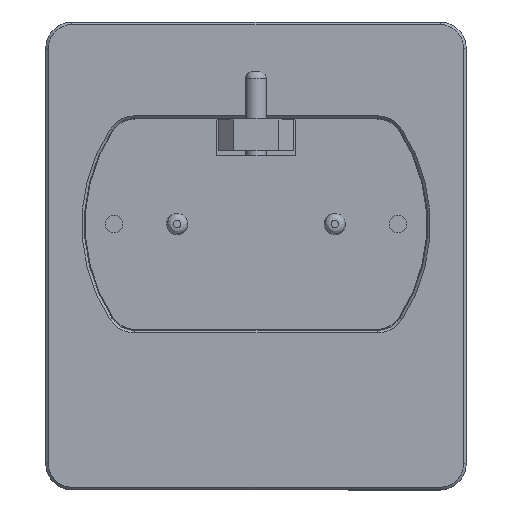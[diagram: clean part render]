
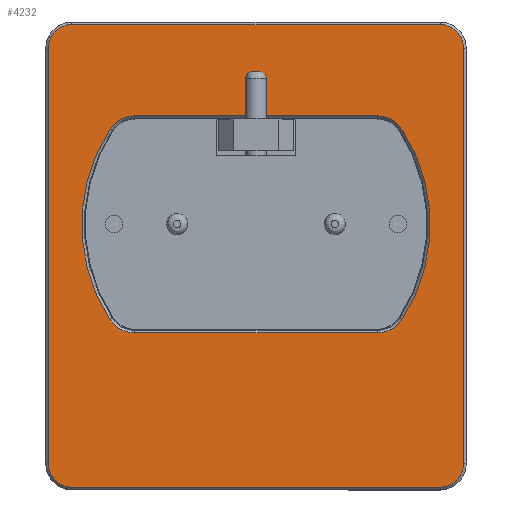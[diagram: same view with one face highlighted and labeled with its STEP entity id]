
A CAD part, top view. The second image highlights one B-rep face of the part: STEP entity #4232.
In plain terms, the highlighted face is planar.
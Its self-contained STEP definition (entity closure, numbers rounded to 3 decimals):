
#134=FACE_BOUND('',#764,.T.);
#284=PLANE('',#4718);
#487=FACE_OUTER_BOUND('',#763,.T.);
#763=EDGE_LOOP('',(#3602,#3603,#3604,#3605,#3606,#3607,#3608,#3609));
#764=EDGE_LOOP('',(#3610,#3611,#3612,#3613,#3614,#3615,#3616,#3617));
#1016=CIRCLE('',#4698,4.5);
#1018=CIRCLE('',#4702,4.5);
#1020=CIRCLE('',#4706,4.5);
#1022=CIRCLE('',#4710,4.5);
#1025=CIRCLE('',#4719,5.6);
#1026=CIRCLE('',#4720,33.15);
#1027=CIRCLE('',#4721,5.6);
#1028=CIRCLE('',#4722,5.6);
#1029=CIRCLE('',#4723,33.15);
#1030=CIRCLE('',#4724,5.6);
#1319=LINE('',#7087,#1681);
#1323=LINE('',#7099,#1685);
#1327=LINE('',#7111,#1689);
#1331=LINE('',#7122,#1693);
#1340=LINE('',#7151,#1702);
#1341=LINE('',#7158,#1703);
#1681=VECTOR('',#5725,10.);
#1685=VECTOR('',#5737,10.);
#1689=VECTOR('',#5749,10.);
#1693=VECTOR('',#5761,10.);
#1702=VECTOR('',#5790,10.);
#1703=VECTOR('',#5797,10.);
#2058=VERTEX_POINT('',#7077);
#2061=VERTEX_POINT('',#7082);
#2062=VERTEX_POINT('',#7086);
#2064=VERTEX_POINT('',#7092);
#2066=VERTEX_POINT('',#7098);
#2068=VERTEX_POINT('',#7104);
#2070=VERTEX_POINT('',#7110);
#2072=VERTEX_POINT('',#7116);
#2079=VERTEX_POINT('',#7143);
#2080=VERTEX_POINT('',#7144);
#2081=VERTEX_POINT('',#7146);
#2082=VERTEX_POINT('',#7148);
#2083=VERTEX_POINT('',#7150);
#2084=VERTEX_POINT('',#7152);
#2085=VERTEX_POINT('',#7154);
#2086=VERTEX_POINT('',#7156);
#2578=EDGE_CURVE('',#2061,#2058,#1016,.T.);
#2579=EDGE_CURVE('',#2058,#2062,#1319,.T.);
#2584=EDGE_CURVE('',#2062,#2064,#1018,.T.);
#2585=EDGE_CURVE('',#2064,#2066,#1323,.T.);
#2590=EDGE_CURVE('',#2066,#2068,#1020,.T.);
#2591=EDGE_CURVE('',#2068,#2070,#1327,.T.);
#2596=EDGE_CURVE('',#2070,#2072,#1022,.T.);
#2597=EDGE_CURVE('',#2072,#2061,#1331,.T.);
#2608=EDGE_CURVE('',#2079,#2080,#1025,.T.);
#2609=EDGE_CURVE('',#2081,#2079,#1026,.T.);
#2610=EDGE_CURVE('',#2082,#2081,#1027,.T.);
#2611=EDGE_CURVE('',#2083,#2082,#1340,.T.);
#2612=EDGE_CURVE('',#2084,#2083,#1028,.T.);
#2613=EDGE_CURVE('',#2085,#2084,#1029,.T.);
#2614=EDGE_CURVE('',#2086,#2085,#1030,.T.);
#2615=EDGE_CURVE('',#2080,#2086,#1341,.T.);
#3602=ORIENTED_EDGE('',*,*,#2578,.F.);
#3603=ORIENTED_EDGE('',*,*,#2597,.F.);
#3604=ORIENTED_EDGE('',*,*,#2596,.F.);
#3605=ORIENTED_EDGE('',*,*,#2591,.F.);
#3606=ORIENTED_EDGE('',*,*,#2590,.F.);
#3607=ORIENTED_EDGE('',*,*,#2585,.F.);
#3608=ORIENTED_EDGE('',*,*,#2584,.F.);
#3609=ORIENTED_EDGE('',*,*,#2579,.F.);
#3610=ORIENTED_EDGE('',*,*,#2608,.F.);
#3611=ORIENTED_EDGE('',*,*,#2609,.F.);
#3612=ORIENTED_EDGE('',*,*,#2610,.F.);
#3613=ORIENTED_EDGE('',*,*,#2611,.F.);
#3614=ORIENTED_EDGE('',*,*,#2612,.F.);
#3615=ORIENTED_EDGE('',*,*,#2613,.F.);
#3616=ORIENTED_EDGE('',*,*,#2614,.F.);
#3617=ORIENTED_EDGE('',*,*,#2615,.F.);
#4232=ADVANCED_FACE('',(#487,#134),#284,.F.);
#4698=AXIS2_PLACEMENT_3D('',#7084,#5721,#5722);
#4702=AXIS2_PLACEMENT_3D('',#7096,#5733,#5734);
#4706=AXIS2_PLACEMENT_3D('',#7108,#5745,#5746);
#4710=AXIS2_PLACEMENT_3D('',#7120,#5757,#5758);
#4718=AXIS2_PLACEMENT_3D('',#7142,#5782,#5783);
#4719=AXIS2_PLACEMENT_3D('',#7145,#5784,#5785);
#4720=AXIS2_PLACEMENT_3D('',#7147,#5786,#5787);
#4721=AXIS2_PLACEMENT_3D('',#7149,#5788,#5789);
#4722=AXIS2_PLACEMENT_3D('',#7153,#5791,#5792);
#4723=AXIS2_PLACEMENT_3D('',#7155,#5793,#5794);
#4724=AXIS2_PLACEMENT_3D('',#7157,#5795,#5796);
#5721=DIRECTION('center_axis',(0.,0.,1.));
#5722=DIRECTION('ref_axis',(-0.707,-0.707,0.));
#5725=DIRECTION('',(1.,0.,0.));
#5733=DIRECTION('center_axis',(0.,0.,1.));
#5734=DIRECTION('ref_axis',(0.707,-0.707,0.));
#5737=DIRECTION('',(0.,1.,0.));
#5745=DIRECTION('center_axis',(0.,0.,1.));
#5746=DIRECTION('ref_axis',(0.707,0.707,0.));
#5749=DIRECTION('',(-1.,0.,0.));
#5757=DIRECTION('center_axis',(0.,0.,1.));
#5758=DIRECTION('ref_axis',(-0.707,0.707,0.));
#5761=DIRECTION('',(0.,-1.,0.));
#5782=DIRECTION('center_axis',(0.,0.,1.));
#5783=DIRECTION('ref_axis',(1.,0.,0.));
#5784=DIRECTION('center_axis',(0.,0.,-1.));
#5785=DIRECTION('ref_axis',(0.476,-0.879,0.));
#5786=DIRECTION('center_axis',(0.,0.,-1.));
#5787=DIRECTION('ref_axis',(1.,0.,0.));
#5788=DIRECTION('center_axis',(0.,0.,-1.));
#5789=DIRECTION('ref_axis',(0.476,0.879,0.));
#5790=DIRECTION('',(1.,0.,0.));
#5791=DIRECTION('center_axis',(0.,0.,-1.));
#5792=DIRECTION('ref_axis',(-0.476,0.879,0.));
#5793=DIRECTION('center_axis',(0.,0.,-1.));
#5794=DIRECTION('ref_axis',(-1.,0.,0.));
#5795=DIRECTION('center_axis',(0.,0.,-1.));
#5796=DIRECTION('ref_axis',(-0.476,-0.879,0.));
#5797=DIRECTION('',(-1.,0.,0.));
#7077=CARTESIAN_POINT('',(-35.,-44.,0.));
#7082=CARTESIAN_POINT('',(-39.5,-39.5,0.));
#7084=CARTESIAN_POINT('Origin',(-35.,-39.5,0.));
#7086=CARTESIAN_POINT('',(35.,-44.,0.));
#7087=CARTESIAN_POINT('',(-20.,-44.,0.));
#7092=CARTESIAN_POINT('',(39.5,-39.5,0.));
#7096=CARTESIAN_POINT('Origin',(35.,-39.5,0.));
#7098=CARTESIAN_POINT('',(39.5,39.5,0.));
#7099=CARTESIAN_POINT('',(39.5,-22.25,0.));
#7104=CARTESIAN_POINT('',(35.,44.,0.));
#7108=CARTESIAN_POINT('Origin',(35.,39.5,0.));
#7110=CARTESIAN_POINT('',(-35.,44.,0.));
#7111=CARTESIAN_POINT('',(20.,44.,0.));
#7116=CARTESIAN_POINT('',(-39.5,39.5,0.));
#7120=CARTESIAN_POINT('Origin',(-35.,39.5,0.));
#7122=CARTESIAN_POINT('',(-39.5,22.25,0.));
#7142=CARTESIAN_POINT('Origin',(0.,0.,0.));
#7143=CARTESIAN_POINT('',(27.767,-12.109,0.));
#7144=CARTESIAN_POINT('',(23.076,-14.65,0.));
#7145=CARTESIAN_POINT('Origin',(23.076,-9.05,0.));
#7146=CARTESIAN_POINT('',(27.767,24.109,0.));
#7147=CARTESIAN_POINT('Origin',(0.,6.,0.));
#7148=CARTESIAN_POINT('',(23.076,26.65,0.));
#7149=CARTESIAN_POINT('Origin',(23.076,21.05,0.));
#7150=CARTESIAN_POINT('',(-23.076,26.65,0.));
#7151=CARTESIAN_POINT('',(-12.845,26.65,0.));
#7152=CARTESIAN_POINT('',(-27.767,24.109,0.));
#7153=CARTESIAN_POINT('Origin',(-23.076,21.05,0.));
#7154=CARTESIAN_POINT('',(-27.767,-12.109,0.));
#7155=CARTESIAN_POINT('Origin',(0.,6.,0.));
#7156=CARTESIAN_POINT('',(-23.076,-14.65,0.));
#7157=CARTESIAN_POINT('Origin',(-23.076,-9.05,0.));
#7158=CARTESIAN_POINT('',(12.845,-14.65,0.));
